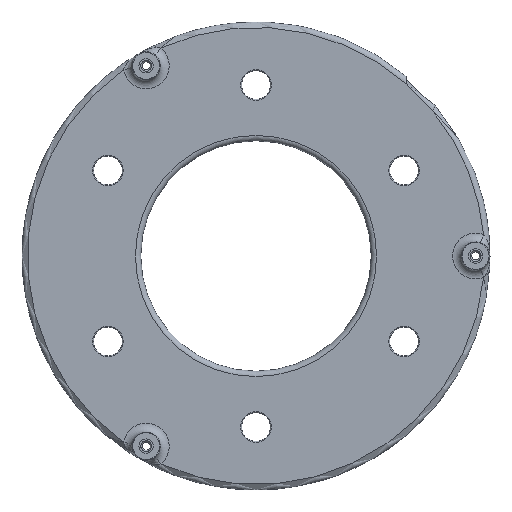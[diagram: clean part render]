
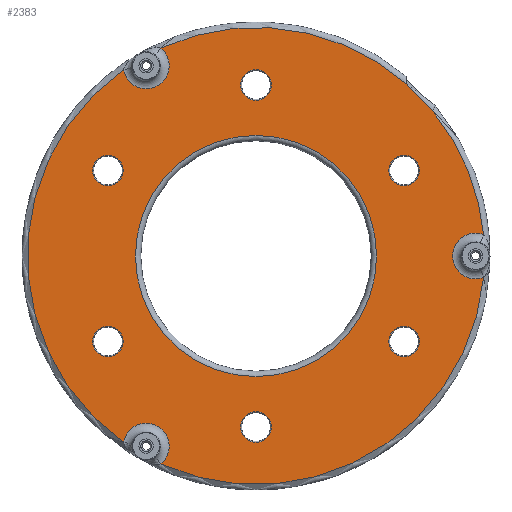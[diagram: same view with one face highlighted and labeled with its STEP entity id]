
A CAD part, top view. The second image highlights one B-rep face of the part: STEP entity #2383.
In plain terms, the highlighted planar face has unit normal (0, 0, 1).
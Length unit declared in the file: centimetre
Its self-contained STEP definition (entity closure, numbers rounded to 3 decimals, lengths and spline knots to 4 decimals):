
#44=FACE_BOUND('',#704,.T.);
#45=FACE_BOUND('',#705,.T.);
#46=FACE_BOUND('',#706,.T.);
#47=FACE_BOUND('',#707,.T.);
#48=FACE_BOUND('',#708,.T.);
#49=FACE_BOUND('',#709,.T.);
#50=FACE_BOUND('',#710,.T.);
#94=PLANE('',#2603);
#525=FACE_OUTER_BOUND('',#703,.T.);
#703=EDGE_LOOP('',(#1748,#1749,#1750,#1751,#1752,#1753,#1754));
#704=EDGE_LOOP('',(#1755));
#705=EDGE_LOOP('',(#1756));
#706=EDGE_LOOP('',(#1757));
#707=EDGE_LOOP('',(#1758));
#708=EDGE_LOOP('',(#1759));
#709=EDGE_LOOP('',(#1760));
#710=EDGE_LOOP('',(#1761));
#916=CIRCLE('',#2553,8.5);
#922=CIRCLE('',#2562,8.5);
#928=CIRCLE('',#2571,8.5);
#934=CIRCLE('',#2580,8.5);
#940=CIRCLE('',#2589,8.5);
#946=CIRCLE('',#2598,8.5);
#949=CIRCLE('',#2604,12.7676);
#950=CIRCLE('',#2605,127.);
#951=CIRCLE('',#2606,127.);
#952=CIRCLE('',#2607,12.7676);
#953=CIRCLE('',#2608,127.);
#954=CIRCLE('',#2609,12.7676);
#955=CIRCLE('',#2610,127.);
#956=CIRCLE('',#2611,67.);
#1122=VERTEX_POINT('',#3826);
#1127=VERTEX_POINT('',#3842);
#1132=VERTEX_POINT('',#3858);
#1137=VERTEX_POINT('',#3874);
#1142=VERTEX_POINT('',#3890);
#1147=VERTEX_POINT('',#3906);
#1150=VERTEX_POINT('',#3918);
#1151=VERTEX_POINT('',#3919);
#1152=VERTEX_POINT('',#3921);
#1153=VERTEX_POINT('',#3923);
#1154=VERTEX_POINT('',#3925);
#1155=VERTEX_POINT('',#3927);
#1156=VERTEX_POINT('',#3929);
#1157=VERTEX_POINT('',#3932);
#1322=EDGE_CURVE('',#1122,#1122,#916,.T.);
#1330=EDGE_CURVE('',#1127,#1127,#922,.T.);
#1338=EDGE_CURVE('',#1132,#1132,#928,.T.);
#1346=EDGE_CURVE('',#1137,#1137,#934,.T.);
#1354=EDGE_CURVE('',#1142,#1142,#940,.T.);
#1362=EDGE_CURVE('',#1147,#1147,#946,.T.);
#1367=EDGE_CURVE('',#1150,#1151,#949,.T.);
#1368=EDGE_CURVE('',#1152,#1150,#950,.T.);
#1369=EDGE_CURVE('',#1153,#1152,#951,.T.);
#1370=EDGE_CURVE('',#1154,#1153,#952,.T.);
#1371=EDGE_CURVE('',#1155,#1154,#953,.T.);
#1372=EDGE_CURVE('',#1156,#1155,#954,.T.);
#1373=EDGE_CURVE('',#1151,#1156,#955,.T.);
#1374=EDGE_CURVE('',#1157,#1157,#956,.T.);
#1748=ORIENTED_EDGE('',*,*,#1367,.F.);
#1749=ORIENTED_EDGE('',*,*,#1368,.F.);
#1750=ORIENTED_EDGE('',*,*,#1369,.F.);
#1751=ORIENTED_EDGE('',*,*,#1370,.F.);
#1752=ORIENTED_EDGE('',*,*,#1371,.F.);
#1753=ORIENTED_EDGE('',*,*,#1372,.F.);
#1754=ORIENTED_EDGE('',*,*,#1373,.F.);
#1755=ORIENTED_EDGE('',*,*,#1322,.F.);
#1756=ORIENTED_EDGE('',*,*,#1330,.F.);
#1757=ORIENTED_EDGE('',*,*,#1338,.F.);
#1758=ORIENTED_EDGE('',*,*,#1346,.F.);
#1759=ORIENTED_EDGE('',*,*,#1354,.F.);
#1760=ORIENTED_EDGE('',*,*,#1362,.F.);
#1761=ORIENTED_EDGE('',*,*,#1374,.T.);
#2383=ADVANCED_FACE('',(#525,#44,#45,#46,#47,#48,#49,#50),#94,.T.);
#2553=AXIS2_PLACEMENT_3D('',#3828,#2941,#2942);
#2562=AXIS2_PLACEMENT_3D('',#3844,#2961,#2962);
#2571=AXIS2_PLACEMENT_3D('',#3860,#2981,#2982);
#2580=AXIS2_PLACEMENT_3D('',#3876,#3001,#3002);
#2589=AXIS2_PLACEMENT_3D('',#3892,#3021,#3022);
#2598=AXIS2_PLACEMENT_3D('',#3908,#3041,#3042);
#2603=AXIS2_PLACEMENT_3D('',#3917,#3053,#3054);
#2604=AXIS2_PLACEMENT_3D('',#3920,#3055,#3056);
#2605=AXIS2_PLACEMENT_3D('',#3922,#3057,#3058);
#2606=AXIS2_PLACEMENT_3D('',#3924,#3059,#3060);
#2607=AXIS2_PLACEMENT_3D('',#3926,#3061,#3062);
#2608=AXIS2_PLACEMENT_3D('',#3928,#3063,#3064);
#2609=AXIS2_PLACEMENT_3D('',#3930,#3065,#3066);
#2610=AXIS2_PLACEMENT_3D('',#3931,#3067,#3068);
#2611=AXIS2_PLACEMENT_3D('',#3933,#3069,#3070);
#2941=DIRECTION('center_axis',(0.,0.,
1.));
#2942=DIRECTION('ref_axis',(-0.866,-0.5,0.));
#2961=DIRECTION('center_axis',(0.,0.,
1.));
#2962=DIRECTION('ref_axis',(-0.866,-0.5,0.));
#2981=DIRECTION('center_axis',(0.,0.,
1.));
#2982=DIRECTION('ref_axis',(-0.866,-0.5,0.));
#3001=DIRECTION('center_axis',(0.,0.,
1.));
#3002=DIRECTION('ref_axis',(-0.866,-0.5,0.));
#3021=DIRECTION('center_axis',(0.,0.,
1.));
#3022=DIRECTION('ref_axis',(-0.866,-0.5,0.));
#3041=DIRECTION('center_axis',(0.,0.,
1.));
#3042=DIRECTION('ref_axis',(-0.866,-0.5,0.));
#3053=DIRECTION('center_axis',(0.,0.,
1.));
#3054=DIRECTION('ref_axis',(0.866,0.5,0.));
#3055=DIRECTION('center_axis',(0.,0.,
1.));
#3056=DIRECTION('ref_axis',(-1.,0.,0.));
#3057=DIRECTION('center_axis',(0.,0.,
-1.));
#3058=DIRECTION('ref_axis',(-0.5,0.866,0.));
#3059=DIRECTION('center_axis',(0.,0.,
-1.));
#3060=DIRECTION('ref_axis',(-0.5,0.866,0.));
#3061=DIRECTION('center_axis',(0.,0.,
1.));
#3062=DIRECTION('ref_axis',(0.5,-0.866,0.));
#3063=DIRECTION('center_axis',(0.,0.,
-1.));
#3064=DIRECTION('ref_axis',(-0.5,0.866,0.));
#3065=DIRECTION('center_axis',(0.,0.,
1.));
#3066=DIRECTION('ref_axis',(0.5,0.866,0.));
#3067=DIRECTION('center_axis',(0.,0.,
-1.));
#3068=DIRECTION('ref_axis',(-0.5,0.866,0.));
#3069=DIRECTION('center_axis',(0.,0.,
-1.));
#3070=DIRECTION('ref_axis',(-0.5,0.866,0.));
#3826=CARTESIAN_POINT('',(802.5203,271.7186,-4.));
#3828=CARTESIAN_POINT('Origin',(798.2703,264.3574,-4.));
#3842=CARTESIAN_POINT('',(637.9754,256.9961,-4.));
#3844=CARTESIAN_POINT('Origin',(633.7254,264.3574,-4.));
#3858=CARTESIAN_POINT('',(707.4979,406.8574,-4.));
#3860=CARTESIAN_POINT('Origin',(715.9979,406.8574,-4.));
#3874=CARTESIAN_POINT('',(629.4754,351.9961,-4.));
#3876=CARTESIAN_POINT('Origin',(633.7254,359.3574,-4.));
#3890=CARTESIAN_POINT('',(724.4979,216.8574,-4.));
#3892=CARTESIAN_POINT('Origin',(715.9979,216.8574,-4.));
#3906=CARTESIAN_POINT('',(794.0203,366.7186,-4.));
#3908=CARTESIAN_POINT('Origin',(798.2703,359.3574,-4.));
#3917=CARTESIAN_POINT('Origin',(779.4979,201.8721,-4.));
#3918=CARTESIAN_POINT('',(842.4322,323.8301,-4.));
#3919=CARTESIAN_POINT('',(842.4322,299.8846,-4.));
#3920=CARTESIAN_POINT('Origin',(837.9979,311.8574,-4.));
#3921=CARTESIAN_POINT('',(825.9831,375.3574,-4.));
#3922=CARTESIAN_POINT('Origin',(715.9979,311.8574,-4.));
#3923=CARTESIAN_POINT('',(663.1494,427.3391,-4.));
#3924=CARTESIAN_POINT('Origin',(715.9979,311.8574,-4.));
#3925=CARTESIAN_POINT('',(642.4119,415.3664,-4.));
#3926=CARTESIAN_POINT('Origin',(654.9979,417.5125,-4.));
#3927=CARTESIAN_POINT('',(642.4119,208.3483,-4.));
#3928=CARTESIAN_POINT('Origin',(715.9979,311.8574,-4.));
#3929=CARTESIAN_POINT('',(663.1494,196.3756,-4.));
#3930=CARTESIAN_POINT('Origin',(654.9979,206.2023,-4.));
#3931=CARTESIAN_POINT('Origin',(715.9979,311.8574,-4.));
#3932=CARTESIAN_POINT('',(774.0216,345.3574,-4.));
#3933=CARTESIAN_POINT('Origin',(715.9979,311.8574,-4.));
